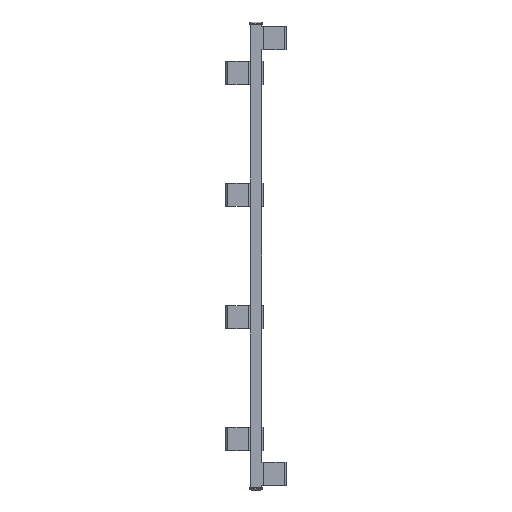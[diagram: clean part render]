
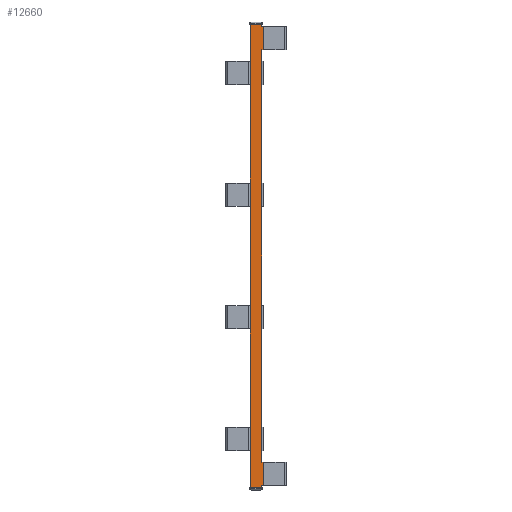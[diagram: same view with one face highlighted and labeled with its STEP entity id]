
A CAD part, front view. The second image highlights one B-rep face of the part: STEP entity #12660.
In plain terms, the highlighted planar face has unit normal (0, -1, 0).
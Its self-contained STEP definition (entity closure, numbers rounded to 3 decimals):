
#460=CARTESIAN_POINT('',(0.,-15.,-200.));
#470=DIRECTION('',(-1.,0.,-0.));
#480=VECTOR('',#470,1.);
#490=LINE('',#460,#480);
#500=CARTESIAN_POINT('',(5.,-15.,-200.));
#510=VERTEX_POINT('',#500);
#520=CARTESIAN_POINT('',(-5.,-15.,-200.));
#530=VERTEX_POINT('',#520);
#540=EDGE_CURVE('',#510,#530,#490,.T.);
#1600=CARTESIAN_POINT('',(5.,-15.,200.));
#1610=VERTEX_POINT('',#1600);
#1660=CARTESIAN_POINT('',(0.,-15.,200.));
#1670=DIRECTION('',(1.,0.,-0.));
#1680=VECTOR('',#1670,1.);
#1690=LINE('',#1660,#1680);
#1700=CARTESIAN_POINT('',(-5.,-15.,200.));
#1710=VERTEX_POINT('',#1700);
#1720=EDGE_CURVE('',#1710,#1610,#1690,.T.);
#10820=CARTESIAN_POINT('',(5.,-15.,0.));
#10830=DIRECTION('',(-0.,-0.,-1.));
#10840=VECTOR('',#10830,1.);
#10850=LINE('',#10820,#10840);
#10860=CARTESIAN_POINT('',(5.,-15.,-198.));
#10870=VERTEX_POINT('',#10860);
#10880=EDGE_CURVE('',#10870,#510,#10850,.T.);
#11480=CARTESIAN_POINT('',(5.,-15.,0.));
#11490=DIRECTION('',(0.,1.,-0.));
#11500=DIRECTION('',(1.,-0.,0.));
#11510=AXIS2_PLACEMENT_3D('',#11480,#11490,#11500);
#11520=PLANE('',#11510);
#11530=CARTESIAN_POINT('',(-5.,-15.,0.));
#11540=DIRECTION('',(-0.,-0.,-1.));
#11550=VECTOR('',#11540,1.);
#11560=LINE('',#11530,#11550);
#11570=CARTESIAN_POINT('',(-5.,-15.,-168.));
#11580=VERTEX_POINT('',#11570);
#11590=EDGE_CURVE('',#11580,#530,#11560,.T.);
#11600=ORIENTED_EDGE('',*,*,#11590,.T.);
#11610=CARTESIAN_POINT('',(-5.,-15.,0.));
#11620=DIRECTION('',(0.,0.,1.));
#11630=VECTOR('',#11620,1.);
#11640=LINE('',#11610,#11630);
#11650=CARTESIAN_POINT('',(-5.,-15.,-148.));
#11660=VERTEX_POINT('',#11650);
#11670=EDGE_CURVE('',#11580,#11660,#11640,.T.);
#11680=ORIENTED_EDGE('',*,*,#11670,.F.);
#11690=CARTESIAN_POINT('',(-5.,-15.,-63.));
#11700=VERTEX_POINT('',#11690);
#11710=EDGE_CURVE('',#11700,#11660,#11560,.T.);
#11720=ORIENTED_EDGE('',*,*,#11710,.T.);
#11730=CARTESIAN_POINT('',(-5.,-15.,0.));
#11740=DIRECTION('',(0.,0.,1.));
#11750=VECTOR('',#11740,1.);
#11760=LINE('',#11730,#11750);
#11770=CARTESIAN_POINT('',(-5.,-15.,-43.));
#11780=VERTEX_POINT('',#11770);
#11790=EDGE_CURVE('',#11700,#11780,#11760,.T.);
#11800=ORIENTED_EDGE('',*,*,#11790,.F.);
#11810=CARTESIAN_POINT('',(-5.,-15.,43.));
#11820=VERTEX_POINT('',#11810);
#11830=EDGE_CURVE('',#11820,#11780,#11560,.T.);
#11840=ORIENTED_EDGE('',*,*,#11830,.T.);
#11850=CARTESIAN_POINT('',(-5.,-15.,0.));
#11860=DIRECTION('',(0.,0.,1.));
#11870=VECTOR('',#11860,1.);
#11880=LINE('',#11850,#11870);
#11890=CARTESIAN_POINT('',(-5.,-15.,63.));
#11900=VERTEX_POINT('',#11890);
#11910=EDGE_CURVE('',#11820,#11900,#11880,.T.);
#11920=ORIENTED_EDGE('',*,*,#11910,.F.);
#11930=CARTESIAN_POINT('',(-5.,-15.,148.));
#11940=VERTEX_POINT('',#11930);
#11950=EDGE_CURVE('',#11940,#11900,#11560,.T.);
#11960=ORIENTED_EDGE('',*,*,#11950,.T.);
#11970=CARTESIAN_POINT('',(-5.,-15.,0.));
#11980=DIRECTION('',(0.,0.,1.));
#11990=VECTOR('',#11980,1.);
#12000=LINE('',#11970,#11990);
#12010=CARTESIAN_POINT('',(-5.,-15.,168.));
#12020=VERTEX_POINT('',#12010);
#12030=EDGE_CURVE('',#11940,#12020,#12000,.T.);
#12040=ORIENTED_EDGE('',*,*,#12030,.F.);
#12050=EDGE_CURVE('',#1710,#12020,#11560,.T.);
#12060=ORIENTED_EDGE('',*,*,#12050,.T.);
#12070=ORIENTED_EDGE('',*,*,#1720,.F.);
#12080=CARTESIAN_POINT('',(5.,-15.,198.));
#12090=VERTEX_POINT('',#12080);
#12100=EDGE_CURVE('',#1610,#12090,#10850,.T.);
#12110=ORIENTED_EDGE('',*,*,#12100,.F.);
#12120=CARTESIAN_POINT('',(0.,-15.,198.));
#12130=DIRECTION('',(1.,-0.,-0.));
#12140=VECTOR('',#12130,1.);
#12150=LINE('',#12120,#12140);
#12160=CARTESIAN_POINT('',(6.5,-15.,198.));
#12170=VERTEX_POINT('',#12160);
#12180=EDGE_CURVE('',#12090,#12170,#12150,.T.);
#12190=ORIENTED_EDGE('',*,*,#12180,.F.);
#12200=CARTESIAN_POINT('',(6.5,-15.,0.));
#12210=DIRECTION('',(-0.,0.,-1.));
#12220=VECTOR('',#12210,1.);
#12230=LINE('',#12200,#12220);
#12240=CARTESIAN_POINT('',(6.5,-15.,178.));
#12250=VERTEX_POINT('',#12240);
#12260=EDGE_CURVE('',#12170,#12250,#12230,.T.);
#12270=ORIENTED_EDGE('',*,*,#12260,.F.);
#12280=CARTESIAN_POINT('',(0.,-15.,178.));
#12290=DIRECTION('',(1.,-0.,0.));
#12300=VECTOR('',#12290,1.);
#12310=LINE('',#12280,#12300);
#12320=CARTESIAN_POINT('',(5.,-15.,178.));
#12330=VERTEX_POINT('',#12320);
#12340=EDGE_CURVE('',#12330,#12250,#12310,.T.);
#12350=ORIENTED_EDGE('',*,*,#12340,.T.);
#12360=CARTESIAN_POINT('',(5.,-15.,-178.));
#12370=VERTEX_POINT('',#12360);
#12380=EDGE_CURVE('',#12330,#12370,#10850,.T.);
#12390=ORIENTED_EDGE('',*,*,#12380,.F.);
#12400=CARTESIAN_POINT('',(0.,-15.,-178.));
#12410=DIRECTION('',(1.,-0.,-0.));
#12420=VECTOR('',#12410,1.);
#12430=LINE('',#12400,#12420);
#12440=CARTESIAN_POINT('',(6.5,-15.,-178.));
#12450=VERTEX_POINT('',#12440);
#12460=EDGE_CURVE('',#12370,#12450,#12430,.T.);
#12470=ORIENTED_EDGE('',*,*,#12460,.F.);
#12480=CARTESIAN_POINT('',(6.5,-15.,0.));
#12490=DIRECTION('',(-0.,0.,-1.));
#12500=VECTOR('',#12490,1.);
#12510=LINE('',#12480,#12500);
#12520=CARTESIAN_POINT('',(6.5,-15.,-198.));
#12530=VERTEX_POINT('',#12520);
#12540=EDGE_CURVE('',#12450,#12530,#12510,.T.);
#12550=ORIENTED_EDGE('',*,*,#12540,.F.);
#12560=CARTESIAN_POINT('',(0.,-15.,-198.));
#12570=DIRECTION('',(1.,0.,0.));
#12580=VECTOR('',#12570,1.);
#12590=LINE('',#12560,#12580);
#12600=EDGE_CURVE('',#10870,#12530,#12590,.T.);
#12610=ORIENTED_EDGE('',*,*,#12600,.T.);
#12620=ORIENTED_EDGE('',*,*,#10880,.F.);
#12630=ORIENTED_EDGE('',*,*,#540,.F.);
#12640=EDGE_LOOP('',(#12630,#12620,#12610,#12550,#12470,#12390,#12350,
#12270,#12190,#12110,#12070,#12060,#12040,#11960,#11920,#11840,#11800,
#11720,#11680,#11600));
#12650=FACE_OUTER_BOUND('',#12640,.T.);
#12660=ADVANCED_FACE('',(#12650),#11520,.F.);
